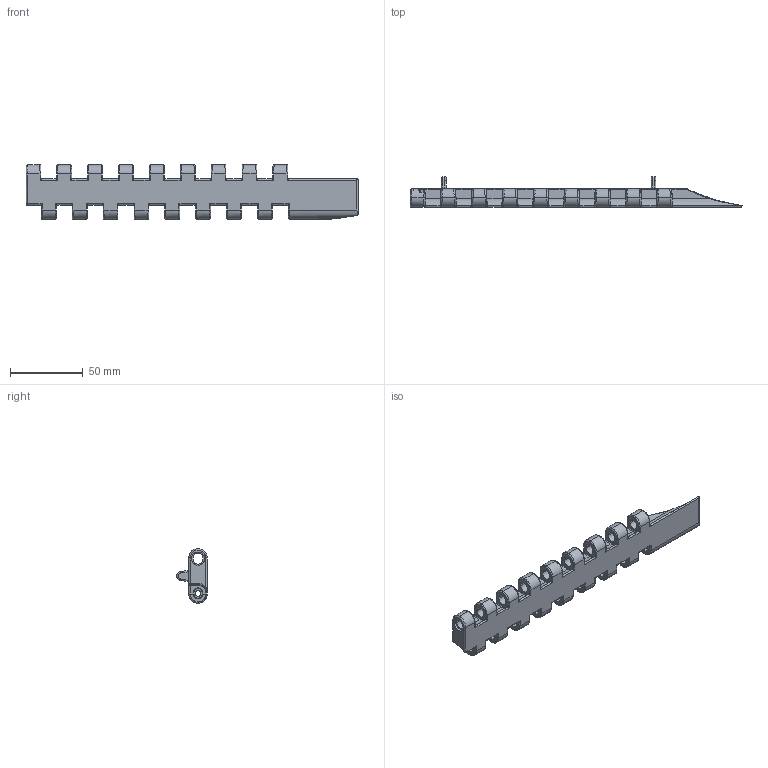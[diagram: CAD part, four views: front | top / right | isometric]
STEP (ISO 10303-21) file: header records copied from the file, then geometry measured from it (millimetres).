
FILE_DESCRIPTION (( 'STEP AP214' ), '1' );
FILE_NAME ('LF9255MC.0224TLP1.STEP', '2021-03-12T08:32:31', ( '' ), ( '' ), 'SwSTEP 2.0', 'SolidWorks 2019', '' );
FILE_SCHEMA (( 'AUTOMOTIVE_DESIGN' ));
Length unit declared in the file: millimetre
Products named in the file (1): LF9255MC.0224TLP1
Bounding box: 228.47 x 21 x 37.5 mm (x, y, z)
Volume: 45322.8 mm3; surface area: 26706.1 mm2
Topology: 1 solids, 1 shells, 1493 faces, 3746 edges, 2104 vertices
Faces by surface type: bspline 613, cylinder 540, plane 253, torus 77, sphere 7, cone 3
Entity records: 65389 total; most frequent: CARTESIAN_POINT 36667, ORIENTED_EDGE 7234, DIRECTION 4559, EDGE_CURVE 3617, VERTEX_POINT 2104, AXIS2_PLACEMENT_3D 1750, EDGE_LOOP 1507, ADVANCED_FACE 1493
